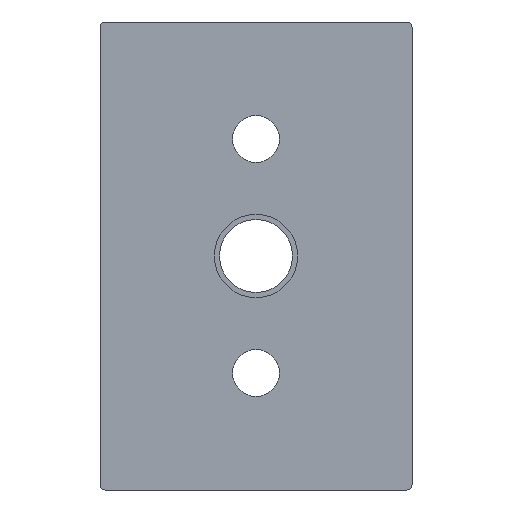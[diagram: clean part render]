
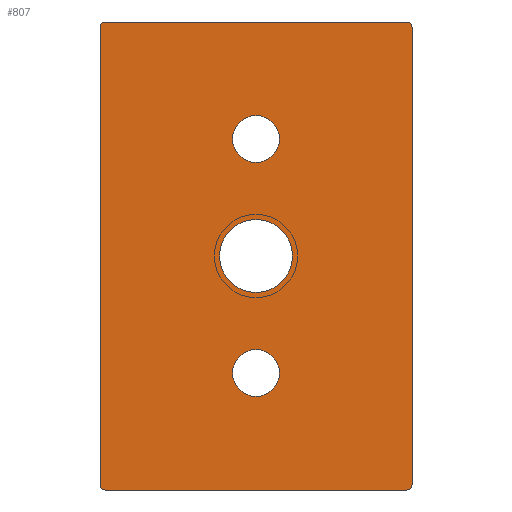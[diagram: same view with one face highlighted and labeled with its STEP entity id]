
A CAD part, front view. The second image highlights one B-rep face of the part: STEP entity #807.
In plain terms, the highlighted planar face has unit normal (0, -1, 0).
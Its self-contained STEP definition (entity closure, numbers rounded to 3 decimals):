
#327=CARTESIAN_POINT('',(0.,0.,-22.5));
#328=DIRECTION('',(0.,-1.,0.));
#329=DIRECTION('',(1.,0.,0.));
#330=AXIS2_PLACEMENT_3D('',#327,#328,#329);
#336=CARTESIAN_POINT('',(0.,0.,-22.5));
#337=DIRECTION('',(0.,-1.,0.));
#338=DIRECTION('',(-1.,0.,0.));
#339=AXIS2_PLACEMENT_3D('',#336,#337,#338);
#344=CARTESIAN_POINT('',(0.,0.,22.5));
#345=DIRECTION('',(0.,-1.,0.));
#346=DIRECTION('',(1.,0.,0.));
#347=AXIS2_PLACEMENT_3D('',#344,#345,#346);
#352=CARTESIAN_POINT('',(0.,0.,22.5));
#353=DIRECTION('',(0.,-1.,0.));
#354=DIRECTION('',(-1.,0.,0.));
#355=AXIS2_PLACEMENT_3D('',#352,#353,#354);
#360=CARTESIAN_POINT('',(0.,0.,0.));
#361=DIRECTION('',(0.,1.,0.));
#362=DIRECTION('',(1.,0.,0.));
#363=AXIS2_PLACEMENT_3D('',#360,#361,#362);
#368=CARTESIAN_POINT('',(0.,0.,0.));
#369=DIRECTION('',(0.,1.,0.));
#370=DIRECTION('',(-1.,0.,0.));
#371=AXIS2_PLACEMENT_3D('',#368,#369,#370);
#376=DIRECTION('',(0.,0.,-1.));
#377=VECTOR('',#376,88.);
#378=CARTESIAN_POINT('',(30.,0.,44.));
#379=LINE('',#378,#377);
#383=DIRECTION('',(-1.,0.,0.));
#384=VECTOR('',#383,58.);
#385=CARTESIAN_POINT('',(29.,0.,-45.));
#386=LINE('',#385,#384);
#390=DIRECTION('',(0.,0.,1.));
#391=VECTOR('',#390,88.);
#392=CARTESIAN_POINT('',(-30.,0.,-44.));
#393=LINE('',#392,#391);
#397=DIRECTION('',(1.,0.,0.));
#398=VECTOR('',#397,58.);
#399=CARTESIAN_POINT('',(-29.,0.,45.));
#400=LINE('',#399,#398);
#604=CARTESIAN_POINT('',(29.,0.,44.));
#605=DIRECTION('',(0.,-1.,0.));
#606=DIRECTION('',(1.,0.,0.));
#607=AXIS2_PLACEMENT_3D('',#604,#605,#606);
#634=CARTESIAN_POINT('',(-29.,0.,44.));
#635=DIRECTION('',(0.,-1.,0.));
#636=DIRECTION('',(0.,0.,1.));
#637=AXIS2_PLACEMENT_3D('',#634,#635,#636);
#664=CARTESIAN_POINT('',(-29.,0.,-44.));
#665=DIRECTION('',(0.,-1.,0.));
#666=DIRECTION('',(-1.,0.,0.));
#667=AXIS2_PLACEMENT_3D('',#664,#665,#666);
#694=CARTESIAN_POINT('',(29.,0.,-44.));
#695=DIRECTION('',(0.,-1.,0.));
#696=DIRECTION('',(0.,0.,-1.));
#697=AXIS2_PLACEMENT_3D('',#694,#695,#696);
#702=CARTESIAN_POINT('',(4.5,0.,-22.5));
#703=CARTESIAN_POINT('',(-4.5,0.,-22.5));
#704=VERTEX_POINT('',#702);
#705=VERTEX_POINT('',#703);
#706=CARTESIAN_POINT('',(4.5,0.,22.5));
#707=CARTESIAN_POINT('',(-4.5,0.,22.5));
#708=VERTEX_POINT('',#706);
#709=VERTEX_POINT('',#707);
#726=CARTESIAN_POINT('',(7.,0.,0.));
#727=CARTESIAN_POINT('',(-7.,0.,0.));
#728=VERTEX_POINT('',#726);
#729=VERTEX_POINT('',#727);
#735=CARTESIAN_POINT('',(29.,0.,45.));
#737=VERTEX_POINT('',#735);
#740=CARTESIAN_POINT('',(30.,0.,44.));
#741=VERTEX_POINT('',#740);
#743=CARTESIAN_POINT('',(-30.,0.,44.));
#745=VERTEX_POINT('',#743);
#748=CARTESIAN_POINT('',(-29.,0.,45.));
#749=VERTEX_POINT('',#748);
#751=CARTESIAN_POINT('',(30.,0.,-44.));
#753=VERTEX_POINT('',#751);
#756=CARTESIAN_POINT('',(29.,0.,-45.));
#757=VERTEX_POINT('',#756);
#759=CARTESIAN_POINT('',(-29.,0.,-45.));
#761=VERTEX_POINT('',#759);
#764=CARTESIAN_POINT('',(-30.,0.,-44.));
#765=VERTEX_POINT('',#764);
#766=CARTESIAN_POINT('',(0.,0.,0.));
#767=DIRECTION('',(0.,1.,0.));
#768=DIRECTION('',(1.,0.,0.));
#769=AXIS2_PLACEMENT_3D('',#766,#767,#768);
#770=PLANE('',#769);
#772=ORIENTED_EDGE('',*,*,#771,.F.);
#774=ORIENTED_EDGE('',*,*,#773,.T.);
#776=ORIENTED_EDGE('',*,*,#775,.F.);
#778=ORIENTED_EDGE('',*,*,#777,.T.);
#780=ORIENTED_EDGE('',*,*,#779,.F.);
#782=ORIENTED_EDGE('',*,*,#781,.T.);
#784=ORIENTED_EDGE('',*,*,#783,.F.);
#786=ORIENTED_EDGE('',*,*,#785,.T.);
#787=EDGE_LOOP('',(#772,#774,#776,#778,#780,#782,#784,#786));
#788=FACE_OUTER_BOUND('',#787,.F.);
#790=ORIENTED_EDGE('',*,*,#789,.T.);
#792=ORIENTED_EDGE('',*,*,#791,.T.);
#793=EDGE_LOOP('',(#790,#792));
#794=FACE_BOUND('',#793,.F.);
#796=ORIENTED_EDGE('',*,*,#795,.F.);
#798=ORIENTED_EDGE('',*,*,#797,.F.);
#799=EDGE_LOOP('',(#796,#798));
#800=FACE_BOUND('',#799,.F.);
#802=ORIENTED_EDGE('',*,*,#801,.T.);
#804=ORIENTED_EDGE('',*,*,#803,.T.);
#805=EDGE_LOOP('',(#802,#804));
#806=FACE_BOUND('',#805,.F.);
#331=CIRCLE('',#330,4.5);
#340=CIRCLE('',#339,4.5);
#348=CIRCLE('',#347,4.5);
#356=CIRCLE('',#355,4.5);
#364=CIRCLE('',#363,7.);
#372=CIRCLE('',#371,7.);
#608=CIRCLE('',#607,1.);
#638=CIRCLE('',#637,1.);
#668=CIRCLE('',#667,1.);
#698=CIRCLE('',#697,1.);
#771=EDGE_CURVE('',#741,#737,#608,.T.);
#773=EDGE_CURVE('',#741,#753,#379,.T.);
#775=EDGE_CURVE('',#757,#753,#698,.T.);
#777=EDGE_CURVE('',#757,#761,#386,.T.);
#779=EDGE_CURVE('',#765,#761,#668,.T.);
#781=EDGE_CURVE('',#765,#745,#393,.T.);
#783=EDGE_CURVE('',#749,#745,#638,.T.);
#785=EDGE_CURVE('',#749,#737,#400,.T.);
#789=EDGE_CURVE('',#708,#709,#348,.T.);
#791=EDGE_CURVE('',#709,#708,#356,.T.);
#795=EDGE_CURVE('',#728,#729,#364,.T.);
#797=EDGE_CURVE('',#729,#728,#372,.T.);
#801=EDGE_CURVE('',#704,#705,#331,.T.);
#803=EDGE_CURVE('',#705,#704,#340,.T.);
#807=ADVANCED_FACE('',(#788,#794,#800,#806),#770,.F.);
